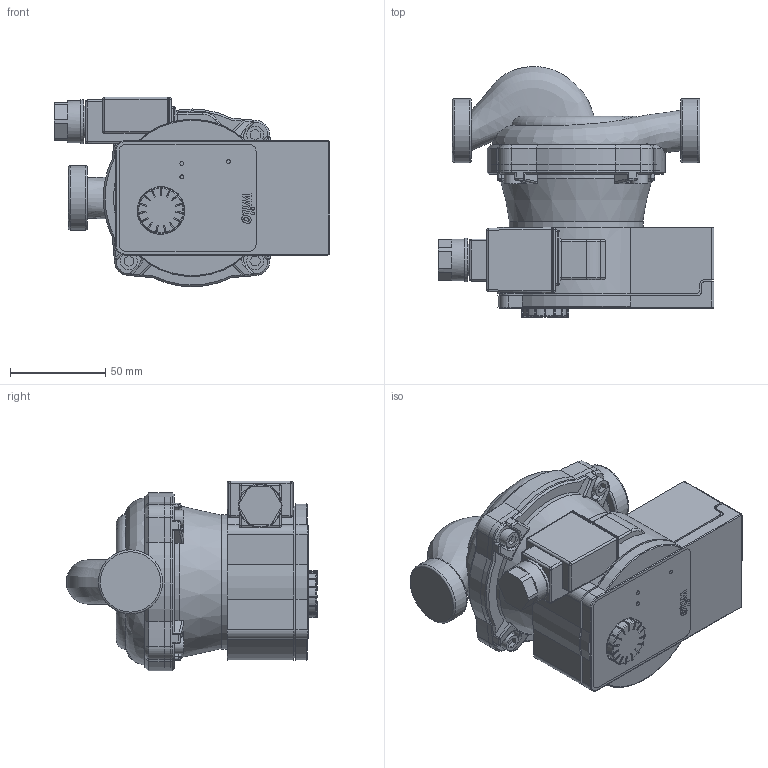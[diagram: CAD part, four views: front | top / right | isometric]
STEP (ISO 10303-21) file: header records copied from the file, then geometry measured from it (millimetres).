
FILE_DESCRIPTION(/* description */ (''),/* implementation_level */ '2;1');
FILE_NAME(/* name */ '3d_YONOSPICO15_1-4-(ROW)-4215511.stp',/* time_stamp */ '2017-09-25T15:10:13+02:00',/* author */ ('Andrzej'),/* organization */ (''),/* preprocessor_version */ 'ST-DEVELOPER v16.13',/* originating_system */ 'AutoCAD Mechanical',/* authorisation */ '');
FILE_SCHEMA (('AUTOMOTIVE_DESIGN { 1 0 10303 214 3 1 1 }'));
Length unit declared in the file: millimetre
Products named in the file (1): Product
Bounding box: 144.9 x 131.8 x 99.75 mm (x, y, z)
Volume: 752303.1 mm3; surface area: 114242.7 mm2
Topology: 10 solids, 10 shells, 636 faces, 1716 edges, 1090 vertices
Faces by surface type: plane 271, cylinder 171, bspline 71, cone 50, torus 45, sphere 28
Full cylindrical faces by diameter (mm): 2 x3, 9 x4, 17 x1, 22 x1, 23 x1, 25 x1, 33.7 x2, 70.5 x1
Entity records: 26837 total; most frequent: CARTESIAN_POINT 11210, ORIENTED_EDGE 3332, DIRECTION 3189, EDGE_CURVE 1666, AXIS2_PLACEMENT_3D 1177, VERTEX_POINT 1087, LINE 835, VECTOR 835
